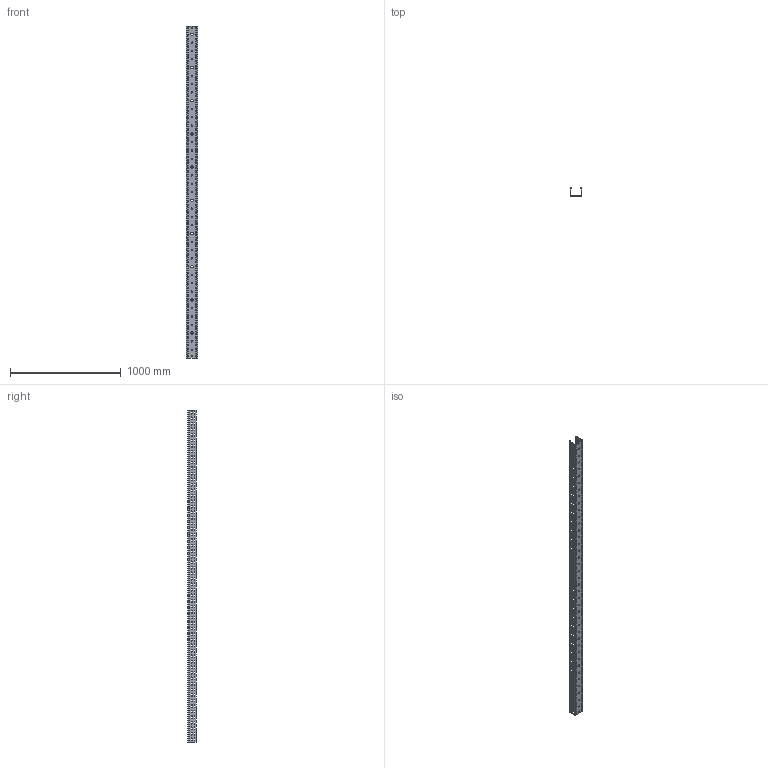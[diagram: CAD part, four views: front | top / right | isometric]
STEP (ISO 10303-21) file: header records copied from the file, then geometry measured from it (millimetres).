
FILE_DESCRIPTION (( 'STEP AP203' ), '1' );
FILE_NAME ('CLP10-080-100-150-3 Ëîòîê ïåðôîðèðîâàííûé ESCA 80õ100õ3000-1,5 IEK.STEP', '2021-10-04T18:52:14', ( '' ), ( '' ), 'SwSTEP 2.0', 'SolidWorks 2017', '' );
FILE_SCHEMA (( 'CONFIG_CONTROL_DESIGN' ));
Products named in the file (1): CLP10-080-100-150-3 Ëîòîê ïåðôîðèðîâàííûé ESCA 80õ100õ3000-1,5 IEK
Bounding box: 100 x 79.97 x 3000 mm (x, y, z)
Volume: 1352913.5 mm3; surface area: 1517288.3 mm2
Topology: 1 solids, 1 shells, 1930 faces, 5784 edges, 3856 vertices
Faces by surface type: cylinder 1166, plane 764
Entity records: 67661 total; most frequent: DIRECTION 11978, CARTESIAN_POINT 11571, ORIENTED_EDGE 11568, EDGE_CURVE 5784, AXIS2_PLACEMENT_3D 4263, VERTEX_POINT 3856, VECTOR 3452, LINE 3452
